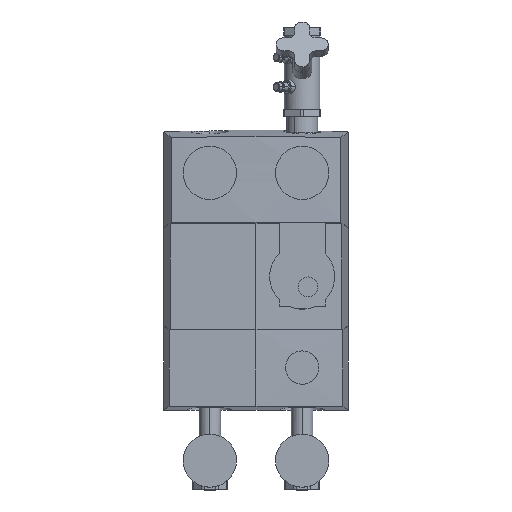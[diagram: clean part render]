
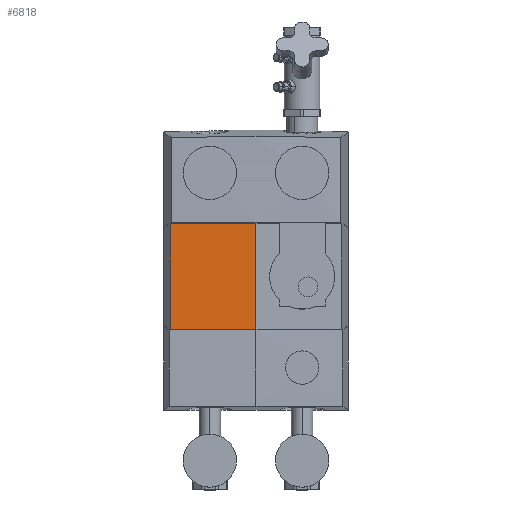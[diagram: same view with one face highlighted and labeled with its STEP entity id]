
A CAD part, top view. The second image highlights one B-rep face of the part: STEP entity #6818.
In plain terms, the highlighted cylindrical face has radius 2500 mm (diameter 5000 mm), a partial arc.
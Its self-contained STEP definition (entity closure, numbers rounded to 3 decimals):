
#74 = VERTEX_POINT ( 'NONE', #3177 ) ;
#714 = B_SPLINE_CURVE_WITH_KNOTS ( 'NONE', 3,
 ( #17222, #4116, #14753, #4031 ),
 .UNSPECIFIED., .F., .F.,
 ( 4, 4 ),
 ( 0.014, 0.13 ),
 .UNSPECIFIED. ) ;
#943 = VERTEX_POINT ( 'NONE', #1584 ) ;
#1569 = CARTESIAN_POINT ( 'NONE',  ( -58.233, -72.055, 91.729 ) ) ;
#1584 = CARTESIAN_POINT ( 'NONE',  ( 0., -72.116, 92.182 ) ) ;
#1840 = ORIENTED_EDGE ( 'NONE', *, *, #4648, .F. ) ;
#2489 = DIRECTION ( 'NONE',  ( 0., 0., 1. ) ) ;
#2569 = CARTESIAN_POINT ( 'NONE',  ( 0., -80., -2407.818 ) ) ;
#3177 = CARTESIAN_POINT ( 'NONE',  ( -116.333, 71.751, 89.474 ) ) ;
#4031 = CARTESIAN_POINT ( 'NONE',  ( 0., 72.116, 92.182 ) ) ;
#4116 = CARTESIAN_POINT ( 'NONE',  ( -77.555, 71.994, 91.28 ) ) ;
#4219 = VECTOR ( 'NONE', #6743, 1000. ) ;
#4293 = VERTEX_POINT ( 'NONE', #8065 ) ;
#4648 = EDGE_CURVE ( 'NONE', #74, #14574, #714, .T. ) ;
#5493 = EDGE_CURVE ( 'NONE', #943, #4293, #9239, .T. ) ;
#6037 = LINE ( 'NONE', #15463, #13253 ) ;
#6743 = DIRECTION ( 'NONE',  ( 0., 1., 0. ) ) ;
#6818 = ADVANCED_FACE ( 'NONE', ( #9027 ), #7784, .T. ) ;
#7784 = CYLINDRICAL_SURFACE ( 'NONE', #16419, 2500. ) ;
#8065 = CARTESIAN_POINT ( 'NONE',  ( -116.333, -71.751, 89.474 ) ) ;
#8275 = ORIENTED_EDGE ( 'NONE', *, *, #13692, .F. ) ;
#8324 = ORIENTED_EDGE ( 'NONE', *, *, #15858, .T. ) ;
#8934 = CARTESIAN_POINT ( 'NONE',  ( 0., 72.116, 92.182 ) ) ;
#9027 = FACE_OUTER_BOUND ( 'NONE', #12105, .T. ) ;
#9239 = B_SPLINE_CURVE_WITH_KNOTS ( 'NONE', 3,
 ( #15009, #12298, #1569, #13604, #9419 ),
 .UNSPECIFIED., .F., .F.,
 ( 4, 1, 4 ),
 ( 9.558, 9.616, 9.674 ),
 .UNSPECIFIED. ) ;
#9419 = CARTESIAN_POINT ( 'NONE',  ( -116.333, -71.751, 89.474 ) ) ;
#10751 = CARTESIAN_POINT ( 'NONE',  ( -116.333, -80., 89.474 ) ) ;
#10838 = DIRECTION ( 'NONE',  ( 0., 1., 0. ) ) ;
#12002 = LINE ( 'NONE', #10751, #4219 ) ;
#12105 = EDGE_LOOP ( 'NONE', ( #16713, #8324, #1840, #8275 ) ) ;
#12298 = CARTESIAN_POINT ( 'NONE',  ( -19.422, -72.116, 92.182 ) ) ;
#13253 = VECTOR ( 'NONE', #10838, 1000. ) ;
#13604 = CARTESIAN_POINT ( 'NONE',  ( -96.977, -71.872, 90.376 ) ) ;
#13692 = EDGE_CURVE ( 'NONE', #4293, #74, #12002, .T. ) ;
#14574 = VERTEX_POINT ( 'NONE', #8934 ) ;
#14753 = CARTESIAN_POINT ( 'NONE',  ( -38.778, 72.116, 92.182 ) ) ;
#15009 = CARTESIAN_POINT ( 'NONE',  ( 0., -72.116, 92.182 ) ) ;
#15463 = CARTESIAN_POINT ( 'NONE',  ( 0., -80., 92.182 ) ) ;
#15777 = DIRECTION ( 'NONE',  ( 0., 1., 0. ) ) ;
#15858 = EDGE_CURVE ( 'NONE', #943, #14574, #6037, .T. ) ;
#16419 = AXIS2_PLACEMENT_3D ( 'NONE', #2569, #15777, #2489 ) ;
#16713 = ORIENTED_EDGE ( 'NONE', *, *, #5493, .F. ) ;
#17222 = CARTESIAN_POINT ( 'NONE',  ( -116.333, 71.751, 89.474 ) ) ;
